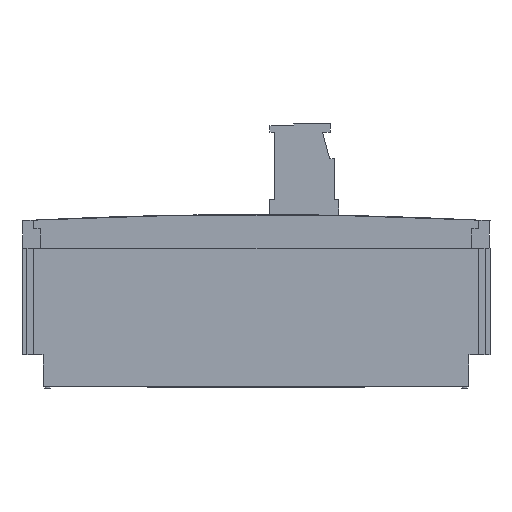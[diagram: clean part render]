
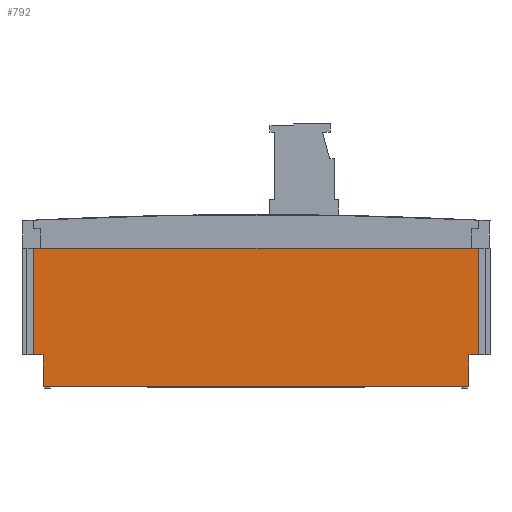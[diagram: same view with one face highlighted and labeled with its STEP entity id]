
A CAD part, left-side view. The second image highlights one B-rep face of the part: STEP entity #792.
In plain terms, the highlighted face is planar.
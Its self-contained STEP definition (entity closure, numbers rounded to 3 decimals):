
#754 = EDGE_CURVE ( 'NONE', #822, #819, #6413, .T. ) ;
#755 = ORIENTED_EDGE ( 'NONE', *, *, #756, .T. ) ;
#756 = EDGE_CURVE ( 'NONE', #822, #757, #6409, .T. ) ;
#757 = VERTEX_POINT ( 'NONE', #6405 ) ;
#792 = ADVANCED_FACE ( 'NONE', ( #6462 ), #6461, .T. ) ;
#793 = EDGE_LOOP ( 'NONE', ( #817, #821, #755, #863, #866, #826, #812, #814 ) ) ;
#812 = ORIENTED_EDGE ( 'NONE', *, *, #813, .T. ) ;
#813 = EDGE_CURVE ( 'NONE', #828, #5529, #6547, .T. ) ;
#814 = ORIENTED_EDGE ( 'NONE', *, *, #815, .F. ) ;
#815 = EDGE_CURVE ( 'NONE', #820, #5529, #6543, .T. ) ;
#817 = ORIENTED_EDGE ( 'NONE', *, *, #818, .F. ) ;
#818 = EDGE_CURVE ( 'NONE', #819, #820, #6595, .T. ) ;
#819 = VERTEX_POINT ( 'NONE', #6591 ) ;
#820 = VERTEX_POINT ( 'NONE', #6590 ) ;
#821 = ORIENTED_EDGE ( 'NONE', *, *, #754, .F. ) ;
#822 = VERTEX_POINT ( 'NONE', #6589 ) ;
#825 = VERTEX_POINT ( 'NONE', #6584 ) ;
#826 = ORIENTED_EDGE ( 'NONE', *, *, #827, .F. ) ;
#827 = EDGE_CURVE ( 'NONE', #828, #825, #6583, .T. ) ;
#828 = VERTEX_POINT ( 'NONE', #6579 ) ;
#863 = ORIENTED_EDGE ( 'NONE', *, *, #864, .F. ) ;
#864 = EDGE_CURVE ( 'NONE', #865, #757, #6706, .T. ) ;
#865 = VERTEX_POINT ( 'NONE', #6702 ) ;
#866 = ORIENTED_EDGE ( 'NONE', *, *, #867, .F. ) ;
#867 = EDGE_CURVE ( 'NONE', #825, #865, #6701, .T. ) ;
#5529 = VERTEX_POINT ( 'NONE', #16724 ) ;
#6405 = CARTESIAN_POINT ( 'NONE',  ( -40.752, 5.75, -2.107 ) ) ;
#6406 = DIRECTION ( 'NONE',  ( 1., 0., 0. ) ) ;
#6407 = VECTOR ( 'NONE', #6406, 1000. ) ;
#6408 = CARTESIAN_POINT ( 'NONE',  ( -2.252, 5.75, -2.107 ) ) ;
#6409 = LINE ( 'NONE', #6408, #6407 ) ;
#6410 = DIRECTION ( 'NONE',  ( 0., 1., 0. ) ) ;
#6411 = VECTOR ( 'NONE', #6410, 1000. ) ;
#6412 = CARTESIAN_POINT ( 'NONE',  ( -42.452, 1.4, -2.107 ) ) ;
#6413 = LINE ( 'NONE', #6412, #6411 ) ;
#6456 = DIRECTION ( 'NONE',  ( 1., 0., 0. ) ) ;
#6457 = DIRECTION ( 'NONE',  ( 0., 0., 1. ) ) ;
#6458 = CARTESIAN_POINT ( 'NONE',  ( -44.652, 1.4, -2.107 ) ) ;
#6459 = AXIS2_PLACEMENT_3D ( 'NONE', #6458, #6457, #6456 ) ;
#6461 = PLANE ( 'NONE',  #6459 ) ;
#6462 = FACE_OUTER_BOUND ( 'NONE', #793, .T. ) ;
#6540 = DIRECTION ( 'NONE',  ( 0., -1., 0. ) ) ;
#6541 = VECTOR ( 'NONE', #6540, 1000. ) ;
#6542 = CARTESIAN_POINT ( 'NONE',  ( 37.948, 1.4, -2.107 ) ) ;
#6543 = LINE ( 'NONE', #6542, #6541 ) ;
#6544 = DIRECTION ( 'NONE',  ( 1., 0., 0. ) ) ;
#6545 = VECTOR ( 'NONE', #6544, 1000. ) ;
#6546 = CARTESIAN_POINT ( 'NONE',  ( -2.252, 5.75, -2.107 ) ) ;
#6547 = LINE ( 'NONE', #6546, #6545 ) ;
#6579 = CARTESIAN_POINT ( 'NONE',  ( 36.248, 5.75, -2.107 ) ) ;
#6580 = DIRECTION ( 'NONE',  ( 0., -1., 0. ) ) ;
#6581 = VECTOR ( 'NONE', #6580, 1000. ) ;
#6582 = CARTESIAN_POINT ( 'NONE',  ( 36.248, 5.75, -2.107 ) ) ;
#6583 = LINE ( 'NONE', #6582, #6581 ) ;
#6584 = CARTESIAN_POINT ( 'NONE',  ( 36.248, 0., -2.107 ) ) ;
#6589 = CARTESIAN_POINT ( 'NONE',  ( -42.452, 5.75, -2.107 ) ) ;
#6590 = CARTESIAN_POINT ( 'NONE',  ( 37.948, 25., -2.107 ) ) ;
#6591 = CARTESIAN_POINT ( 'NONE',  ( -42.452, 25., -2.107 ) ) ;
#6592 = DIRECTION ( 'NONE',  ( 1., 0., 0. ) ) ;
#6593 = VECTOR ( 'NONE', #6592, 1000. ) ;
#6594 = CARTESIAN_POINT ( 'NONE',  ( 36.748, 25., -2.107 ) ) ;
#6595 = LINE ( 'NONE', #6594, #6593 ) ;
#6698 = DIRECTION ( 'NONE',  ( -1., 0., 0. ) ) ;
#6699 = VECTOR ( 'NONE', #6698, 1000. ) ;
#6700 = CARTESIAN_POINT ( 'NONE',  ( 36.248, 0., -2.107 ) ) ;
#6701 = LINE ( 'NONE', #6700, #6699 ) ;
#6702 = CARTESIAN_POINT ( 'NONE',  ( -40.752, 0., -2.107 ) ) ;
#6703 = DIRECTION ( 'NONE',  ( 0., 1., 0. ) ) ;
#6704 = VECTOR ( 'NONE', #6703, 1000. ) ;
#6705 = CARTESIAN_POINT ( 'NONE',  ( -40.752, 0., -2.107 ) ) ;
#6706 = LINE ( 'NONE', #6705, #6704 ) ;
#16724 = CARTESIAN_POINT ( 'NONE',  ( 37.948, 5.75, -2.107 ) ) ;
